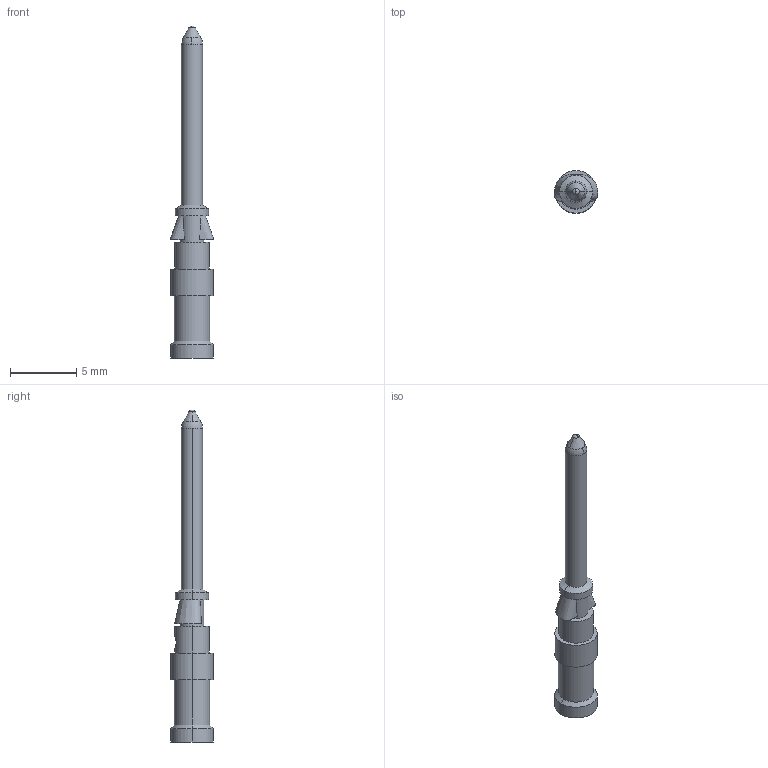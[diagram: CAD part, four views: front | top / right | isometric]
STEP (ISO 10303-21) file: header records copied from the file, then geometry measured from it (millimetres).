
FILE_DESCRIPTION (( 'STEP AP203' ), '1' );
FILE_NAME ('14104164.step', '2025-03-19T11:47:59', ( '' ), ( '' ), 'SwSTEP 2.0', 'SolidWorks 2024', '' );
FILE_SCHEMA (( 'CONFIG_CONTROL_DESIGN' ));
Length unit declared in the file: millimetre
Products named in the file (1): 14104164
Bounding box: 3.3 x 3.2 x 25 mm (x, y, z)
Volume: 84.3 mm3; surface area: 213.6 mm2
Topology: 1 solids, 1 shells, 44 faces, 99 edges, 59 vertices
Faces by surface type: cylinder 20, cone 10, plane 9, torus 4, bspline 1
Entity records: 1543 total; most frequent: CARTESIAN_POINT 466, DIRECTION 230, ORIENTED_EDGE 194, AXIS2_PLACEMENT_3D 99, EDGE_CURVE 97, VERTEX_POINT 59, CIRCLE 55, EDGE_LOOP 50
